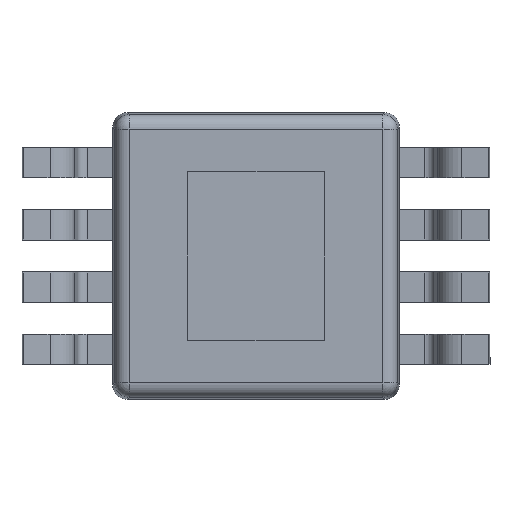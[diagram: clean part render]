
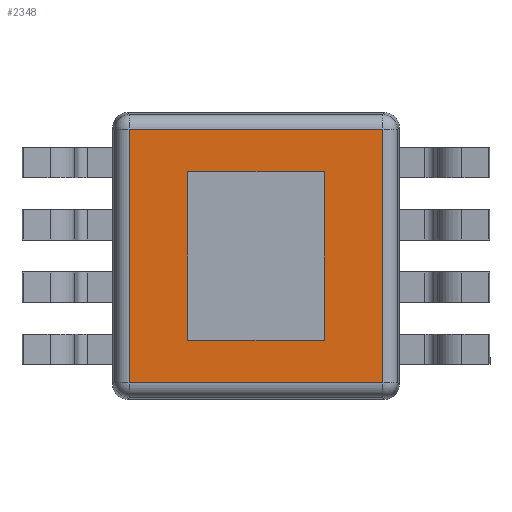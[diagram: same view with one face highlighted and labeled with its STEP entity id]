
A CAD part, front view. The second image highlights one B-rep face of the part: STEP entity #2348.
In plain terms, the highlighted planar face has unit normal (0, -1, 0).
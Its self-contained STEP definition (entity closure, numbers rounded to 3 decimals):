
#99 = VECTOR ( 'NONE', #3330, 1000. ) ;
#344 = VECTOR ( 'NONE', #1450, 1000. ) ;
#464 = ORIENTED_EDGE ( 'NONE', *, *, #771, .T. ) ;
#674 = CARTESIAN_POINT ( 'NONE',  ( 0.712, 0.15, 0.88 ) ) ;
#771 = EDGE_CURVE ( 'NONE', #2758, #4415, #1762, .T. ) ;
#873 = DIRECTION ( 'NONE',  ( 1., 0., 0. ) ) ;
#878 = CARTESIAN_POINT ( 'NONE',  ( -1.466, 0.15, 1.329 ) ) ;
#940 = DIRECTION ( 'NONE',  ( 1., 0., 0. ) ) ;
#1013 = CARTESIAN_POINT ( 'NONE',  ( 0.712, 0.15, 0.88 ) ) ;
#1041 = EDGE_LOOP ( 'NONE', ( #5069, #3061, #1597, #2735 ) ) ;
#1211 = VECTOR ( 'NONE', #1855, 1000. ) ;
#1241 = DIRECTION ( 'NONE',  ( 0., 0., -1. ) ) ;
#1338 = FACE_BOUND ( 'NONE', #1041, .T. ) ;
#1357 = ORIENTED_EDGE ( 'NONE', *, *, #3324, .T. ) ;
#1450 = DIRECTION ( 'NONE',  ( 0., 0., 1. ) ) ;
#1581 = VECTOR ( 'NONE', #873, 1000. ) ;
#1597 = ORIENTED_EDGE ( 'NONE', *, *, #4729, .F. ) ;
#1620 = CARTESIAN_POINT ( 'NONE',  ( -1.329, 0.15, -1.329 ) ) ;
#1647 = EDGE_CURVE ( 'NONE', #3940, #1653, #2312, .T. ) ;
#1653 = VERTEX_POINT ( 'NONE', #1013 ) ;
#1661 = LINE ( 'NONE', #4998, #3477 ) ;
#1677 = DIRECTION ( 'NONE',  ( -1., 0., 0. ) ) ;
#1713 = AXIS2_PLACEMENT_3D ( 'NONE', #2515, #3337, #940 ) ;
#1762 = LINE ( 'NONE', #3420, #2523 ) ;
#1796 = EDGE_CURVE ( 'NONE', #4415, #5013, #4288, .T. ) ;
#1855 = DIRECTION ( 'NONE',  ( 1., 0., 0. ) ) ;
#1884 = CARTESIAN_POINT ( 'NONE',  ( 1.329, 0.15, 1.329 ) ) ;
#2044 = LINE ( 'NONE', #2579, #99 ) ;
#2113 = CARTESIAN_POINT ( 'NONE',  ( 0.713, 0.15, -0.88 ) ) ;
#2312 = LINE ( 'NONE', #674, #344 ) ;
#2348 = ADVANCED_FACE ( 'NONE', ( #1338, #3468 ), #3955, .T. ) ;
#2424 = LINE ( 'NONE', #5095, #1211 ) ;
#2515 = CARTESIAN_POINT ( 'NONE',  ( 0., 0.15, 0. ) ) ;
#2523 = VECTOR ( 'NONE', #3810, 1000. ) ;
#2536 = EDGE_CURVE ( 'NONE', #4104, #3237, #2044, .T. ) ;
#2579 = CARTESIAN_POINT ( 'NONE',  ( -0.713, 0.15, 0.88 ) ) ;
#2735 = ORIENTED_EDGE ( 'NONE', *, *, #1647, .F. ) ;
#2758 = VERTEX_POINT ( 'NONE', #3444 ) ;
#2906 = LINE ( 'NONE', #2113, #1581 ) ;
#3061 = ORIENTED_EDGE ( 'NONE', *, *, #2536, .F. ) ;
#3167 = VECTOR ( 'NONE', #1677, 1000. ) ;
#3237 = VERTEX_POINT ( 'NONE', #3366 ) ;
#3324 = EDGE_CURVE ( 'NONE', #4636, #2758, #2424, .T. ) ;
#3330 = DIRECTION ( 'NONE',  ( 0., 0., -1. ) ) ;
#3337 = DIRECTION ( 'NONE',  ( 0., -1., 0. ) ) ;
#3366 = CARTESIAN_POINT ( 'NONE',  ( -0.712, 0.15, -0.88 ) ) ;
#3408 = ORIENTED_EDGE ( 'NONE', *, *, #1796, .T. ) ;
#3420 = CARTESIAN_POINT ( 'NONE',  ( 1.329, 0.15, 1.466 ) ) ;
#3444 = CARTESIAN_POINT ( 'NONE',  ( 1.329, 0.15, -1.329 ) ) ;
#3468 = FACE_OUTER_BOUND ( 'NONE', #3879, .T. ) ;
#3477 = VECTOR ( 'NONE', #4578, 1000. ) ;
#3717 = EDGE_CURVE ( 'NONE', #3237, #3940, #2906, .T. ) ;
#3810 = DIRECTION ( 'NONE',  ( 0., 0., 1. ) ) ;
#3827 = LINE ( 'NONE', #4404, #4792 ) ;
#3879 = EDGE_LOOP ( 'NONE', ( #4169, #1357, #464, #3408 ) ) ;
#3940 = VERTEX_POINT ( 'NONE', #5138 ) ;
#3955 = PLANE ( 'NONE',  #1713 ) ;
#4007 = EDGE_CURVE ( 'NONE', #5013, #4636, #3827, .T. ) ;
#4104 = VERTEX_POINT ( 'NONE', #4879 ) ;
#4165 = CARTESIAN_POINT ( 'NONE',  ( -1.329, 0.15, 1.329 ) ) ;
#4169 = ORIENTED_EDGE ( 'NONE', *, *, #4007, .T. ) ;
#4288 = LINE ( 'NONE', #878, #3167 ) ;
#4404 = CARTESIAN_POINT ( 'NONE',  ( -1.329, 0.15, -1.466 ) ) ;
#4415 = VERTEX_POINT ( 'NONE', #1884 ) ;
#4578 = DIRECTION ( 'NONE',  ( -1., 0., 0. ) ) ;
#4636 = VERTEX_POINT ( 'NONE', #1620 ) ;
#4729 = EDGE_CURVE ( 'NONE', #1653, #4104, #1661, .T. ) ;
#4792 = VECTOR ( 'NONE', #1241, 1000. ) ;
#4879 = CARTESIAN_POINT ( 'NONE',  ( -0.713, 0.15, 0.88 ) ) ;
#4998 = CARTESIAN_POINT ( 'NONE',  ( 0.712, 0.15, 0.88 ) ) ;
#5013 = VERTEX_POINT ( 'NONE', #4165 ) ;
#5069 = ORIENTED_EDGE ( 'NONE', *, *, #3717, .F. ) ;
#5095 = CARTESIAN_POINT ( 'NONE',  ( 1.466, 0.15, -1.329 ) ) ;
#5138 = CARTESIAN_POINT ( 'NONE',  ( 0.713, 0.15, -0.88 ) ) ;
